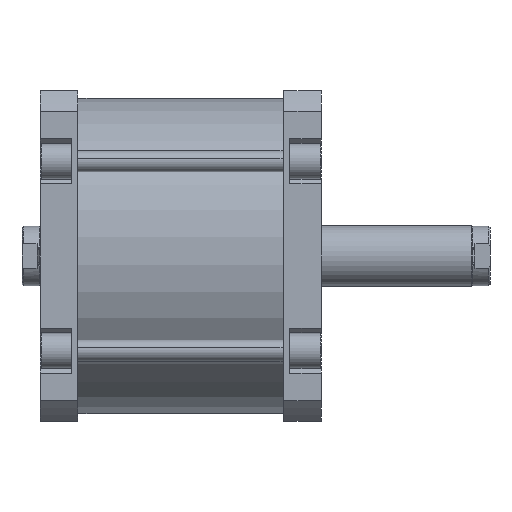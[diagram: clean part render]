
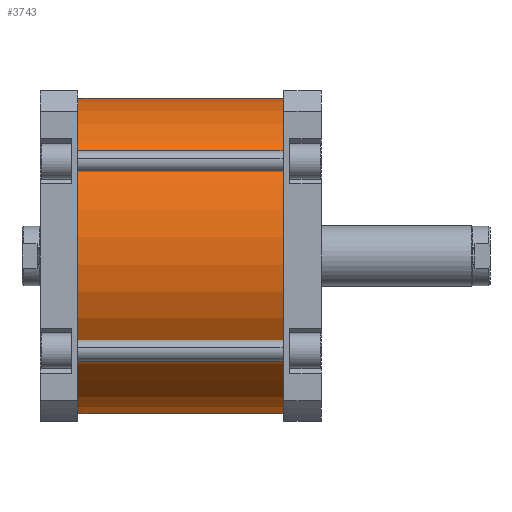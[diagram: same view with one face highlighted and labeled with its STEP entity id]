
A CAD part, front view. The second image highlights one B-rep face of the part: STEP entity #3743.
In plain terms, the highlighted cylindrical face has radius 105 mm (diameter 210 mm), a partial arc.
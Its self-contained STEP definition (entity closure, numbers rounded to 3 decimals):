
#22 = AXIS2_PLACEMENT_3D ( 'NONE', #1561, #1569, #1570 ) ;
#744 = VECTOR ( 'NONE', #4641, 1000. ) ;
#750 = LINE ( 'NONE', #4635, #744 ) ;
#765 = CIRCLE ( 'NONE', #5978, 105. ) ;
#774 = LINE ( 'NONE', #4674, #779 ) ;
#779 = VECTOR ( 'NONE', #4677, 1000. ) ;
#816 = CYLINDRICAL_SURFACE ( 'NONE', #6000, 105. ) ;
#820 = FACE_OUTER_BOUND ( 'NONE', #3355, .T. ) ;
#1236 = CIRCLE ( 'NONE', #22, 105. ) ;
#1320 = CARTESIAN_POINT ( 'NONE',  ( 105., 0., 0. ) ) ;
#1381 = CARTESIAN_POINT ( 'NONE',  ( -105., 0., 0. ) ) ;
#1402 = CARTESIAN_POINT ( 'NONE',  ( -105., 0., 137. ) ) ;
#1427 = CARTESIAN_POINT ( 'NONE',  ( 105., 0., 137. ) ) ;
#1561 = CARTESIAN_POINT ( 'NONE',  ( 0., 0., 137. ) ) ;
#1569 = DIRECTION ( 'NONE',  ( 0., 0., 1. ) ) ;
#1570 = DIRECTION ( 'NONE',  ( 1., 0., 0. ) ) ;
#3087 = EDGE_CURVE ( 'NONE', #4449, #4342, #750, .T. ) ;
#3094 = EDGE_CURVE ( 'NONE', #4403, #4342, #765, .T. ) ;
#3103 = EDGE_CURVE ( 'NONE', #4424, #4403, #774, .T. ) ;
#3355 = EDGE_LOOP ( 'NONE', ( #3550, #3576, #3520, #3589 ) ) ;
#3520 = ORIENTED_EDGE ( 'NONE', *, *, #3103, .T. ) ;
#3550 = ORIENTED_EDGE ( 'NONE', *, *, #3087, .F. ) ;
#3576 = ORIENTED_EDGE ( 'NONE', *, *, #5559, .F. ) ;
#3589 = ORIENTED_EDGE ( 'NONE', *, *, #3094, .T. ) ;
#3743 = ADVANCED_FACE ( 'NONE', ( #820 ), #816, .T. ) ;
#4342 = VERTEX_POINT ( 'NONE', #1320 ) ;
#4403 = VERTEX_POINT ( 'NONE', #1381 ) ;
#4424 = VERTEX_POINT ( 'NONE', #1402 ) ;
#4449 = VERTEX_POINT ( 'NONE', #1427 ) ;
#4635 = CARTESIAN_POINT ( 'NONE',  ( 105., 0., 137. ) ) ;
#4641 = DIRECTION ( 'NONE',  ( 0., 0., -1. ) ) ;
#4653 = CARTESIAN_POINT ( 'NONE',  ( 0., 0., 0. ) ) ;
#4658 = DIRECTION ( 'NONE',  ( 0., 0., 1. ) ) ;
#4659 = DIRECTION ( 'NONE',  ( 1., 0., 0. ) ) ;
#4674 = CARTESIAN_POINT ( 'NONE',  ( -105., 0., 137. ) ) ;
#4677 = DIRECTION ( 'NONE',  ( 0., 0., -1. ) ) ;
#4746 = DIRECTION ( 'NONE',  ( -1., 0., 0. ) ) ;
#4747 = DIRECTION ( 'NONE',  ( 0., 0., -1. ) ) ;
#4748 = CARTESIAN_POINT ( 'NONE',  ( 0., 0., 137. ) ) ;
#5559 = EDGE_CURVE ( 'NONE', #4424, #4449, #1236, .T. ) ;
#5978 = AXIS2_PLACEMENT_3D ( 'NONE', #4653, #4658, #4659 ) ;
#6000 = AXIS2_PLACEMENT_3D ( 'NONE', #4748, #4747, #4746 ) ;
